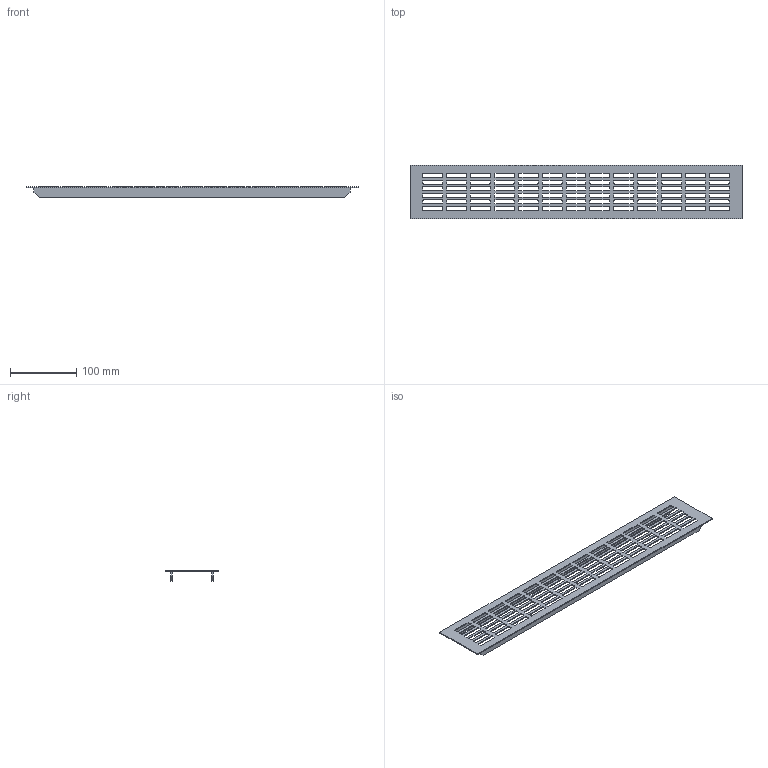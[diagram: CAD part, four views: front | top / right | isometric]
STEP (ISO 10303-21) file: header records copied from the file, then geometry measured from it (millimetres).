
FILE_DESCRIPTION (( 'STEP AP214' ), '1' );
FILE_NAME ('F000959,F000982,F001005_3D.step', '2022-08-15T13:44:50', ( '' ), ( '' ), 'SwSTEP 2.0', 'SolidWorks 2020', '' );
FILE_SCHEMA (( 'AUTOMOTIVE_DESIGN' ));
Length unit declared in the file: millimetre
Products named in the file (1): F000959,F000982,F001005_3D
Bounding box: 500 x 80 x 16.5 mm (x, y, z)
Volume: 67344.4 mm3; surface area: 90403.6 mm2
Topology: 1 solids, 1 shells, 644 faces, 1920 edges, 1280 vertices
Faces by surface type: plane 332, cylinder 312
Entity records: 22134 total; most frequent: CARTESIAN_POINT 3845, ORIENTED_EDGE 3840, DIRECTION 3834, EDGE_CURVE 1920, LINE 1296, VECTOR 1296, VERTEX_POINT 1280, AXIS2_PLACEMENT_3D 1269
